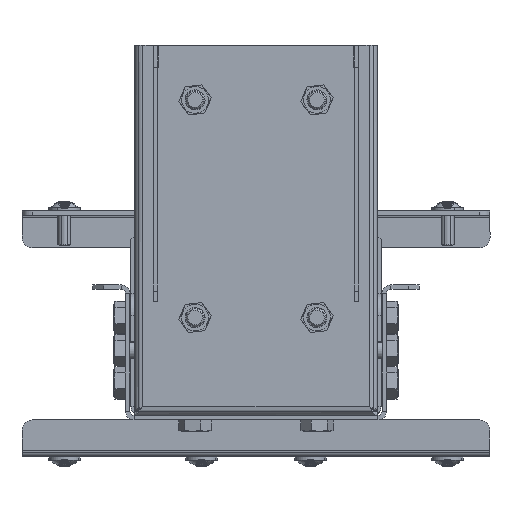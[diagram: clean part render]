
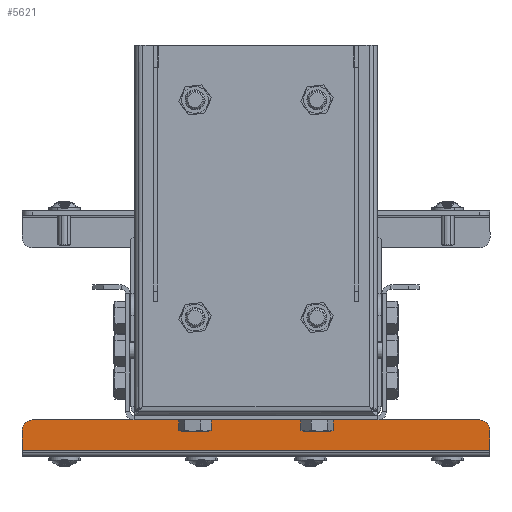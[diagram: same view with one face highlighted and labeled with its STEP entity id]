
A CAD part, front view. The second image highlights one B-rep face of the part: STEP entity #5621.
In plain terms, the highlighted planar face has unit normal (0, -1, 0).
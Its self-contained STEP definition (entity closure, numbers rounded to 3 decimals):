
#798 = EDGE_CURVE ( 'NONE', #16100, #3951, #5700, .T. ) ;
#876 = ORIENTED_EDGE ( 'NONE', *, *, #15765, .T. ) ;
#879 = VECTOR ( 'NONE', #12943, 1000. ) ;
#1198 = DIRECTION ( 'NONE',  ( 0., -1., 0. ) ) ;
#1223 = ORIENTED_EDGE ( 'NONE', *, *, #8233, .F. ) ;
#1226 = ORIENTED_EDGE ( 'NONE', *, *, #798, .T. ) ;
#2276 = CARTESIAN_POINT ( 'NONE',  ( -107.5, -23.5, 1. ) ) ;
#2462 = LINE ( 'NONE', #2276, #16274 ) ;
#2848 = CARTESIAN_POINT ( 'NONE',  ( -102.5, -23.5, 15. ) ) ;
#3951 = VERTEX_POINT ( 'NONE', #5954 ) ;
#3966 = CARTESIAN_POINT ( 'NONE',  ( 0., -23.5, 0. ) ) ;
#4157 = FACE_OUTER_BOUND ( 'NONE', #6133, .T. ) ;
#4615 = CARTESIAN_POINT ( 'NONE',  ( 0., -23.5, 15. ) ) ;
#5073 = DIRECTION ( 'NONE',  ( 0., 0., 1. ) ) ;
#5123 = ORIENTED_EDGE ( 'NONE', *, *, #18150, .T. ) ;
#5552 = VERTEX_POINT ( 'NONE', #14143 ) ;
#5621 = ADVANCED_FACE ( 'NONE', ( #4157 ), #16920, .F. ) ;
#5637 = DIRECTION ( 'NONE',  ( 0., 1., 0. ) ) ;
#5700 = CIRCLE ( 'NONE', #6622, 5. ) ;
#5954 = CARTESIAN_POINT ( 'NONE',  ( 102.5, -23.5, 15. ) ) ;
#6133 = EDGE_LOOP ( 'NONE', ( #11149, #9497, #876, #1223, #5123, #1226 ) ) ;
#6367 = CARTESIAN_POINT ( 'NONE',  ( 107.5, -23.5, 0. ) ) ;
#6405 = EDGE_CURVE ( 'NONE', #3951, #16115, #7303, .T. ) ;
#6622 = AXIS2_PLACEMENT_3D ( 'NONE', #15585, #10317, #14385 ) ;
#7244 = VECTOR ( 'NONE', #8966, 1000. ) ;
#7303 = LINE ( 'NONE', #4615, #879 ) ;
#8233 = EDGE_CURVE ( 'NONE', #14846, #5552, #2462, .T. ) ;
#8269 = AXIS2_PLACEMENT_3D ( 'NONE', #3966, #5637, #12650 ) ;
#8966 = DIRECTION ( 'NONE',  ( 0., 0., -1. ) ) ;
#9152 = LINE ( 'NONE', #6367, #12910 ) ;
#9157 = CARTESIAN_POINT ( 'NONE',  ( -107.5, -23.5, 0. ) ) ;
#9497 = ORIENTED_EDGE ( 'NONE', *, *, #15956, .T. ) ;
#9616 = DIRECTION ( 'NONE',  ( 0., 0., 1. ) ) ;
#9926 = CIRCLE ( 'NONE', #15821, 5. ) ;
#10317 = DIRECTION ( 'NONE',  ( 0., -1., 0. ) ) ;
#11149 = ORIENTED_EDGE ( 'NONE', *, *, #6405, .T. ) ;
#11548 = CARTESIAN_POINT ( 'NONE',  ( 107.5, -23.5, 10. ) ) ;
#11736 = LINE ( 'NONE', #9157, #7244 ) ;
#11751 = CARTESIAN_POINT ( 'NONE',  ( -107.5, -23.5, 10. ) ) ;
#12650 = DIRECTION ( 'NONE',  ( 0., 0., 1. ) ) ;
#12910 = VECTOR ( 'NONE', #5073, 1000. ) ;
#12943 = DIRECTION ( 'NONE',  ( -1., 0., 0. ) ) ;
#14014 = VERTEX_POINT ( 'NONE', #11751 ) ;
#14143 = CARTESIAN_POINT ( 'NONE',  ( -107.5, -23.5, 1. ) ) ;
#14385 = DIRECTION ( 'NONE',  ( 0., 0., 1. ) ) ;
#14846 = VERTEX_POINT ( 'NONE', #18138 ) ;
#15585 = CARTESIAN_POINT ( 'NONE',  ( 102.5, -23.5, 10. ) ) ;
#15765 = EDGE_CURVE ( 'NONE', #14014, #5552, #11736, .T. ) ;
#15821 = AXIS2_PLACEMENT_3D ( 'NONE', #18118, #1198, #9616 ) ;
#15956 = EDGE_CURVE ( 'NONE', #16115, #14014, #9926, .T. ) ;
#16100 = VERTEX_POINT ( 'NONE', #11548 ) ;
#16115 = VERTEX_POINT ( 'NONE', #2848 ) ;
#16274 = VECTOR ( 'NONE', #16338, 1000. ) ;
#16338 = DIRECTION ( 'NONE',  ( -1., 0., 0. ) ) ;
#16920 = PLANE ( 'NONE',  #8269 ) ;
#18118 = CARTESIAN_POINT ( 'NONE',  ( -102.5, -23.5, 10. ) ) ;
#18138 = CARTESIAN_POINT ( 'NONE',  ( 107.5, -23.5, 1. ) ) ;
#18150 = EDGE_CURVE ( 'NONE', #14846, #16100, #9152, .T. ) ;
